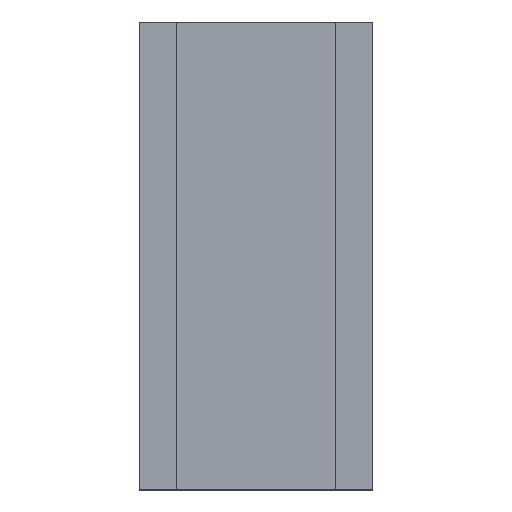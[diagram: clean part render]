
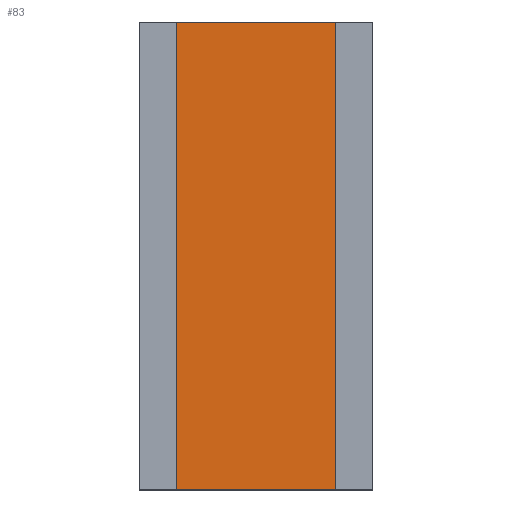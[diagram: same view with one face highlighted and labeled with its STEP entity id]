
A CAD part, top view. The second image highlights one B-rep face of the part: STEP entity #83.
In plain terms, the highlighted planar face has unit normal (0, 0, 1).
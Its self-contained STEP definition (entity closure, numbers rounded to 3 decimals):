
#83 = ADVANCED_FACE( '', ( #102 ), #103, .F. );
#102 = FACE_OUTER_BOUND( '', #122, .T. );
#103 = PLANE( '', #123 );
#122 = EDGE_LOOP( '', ( #190, #191, #192, #193 ) );
#123 = AXIS2_PLACEMENT_3D( '', #194, #195, #196 );
#190 = ORIENTED_EDGE( '', *, *, #209, .T. );
#191 = ORIENTED_EDGE( '', *, *, #227, .F. );
#192 = ORIENTED_EDGE( '', *, *, #222, .F. );
#193 = ORIENTED_EDGE( '', *, *, #226, .T. );
#194 = CARTESIAN_POINT( '', ( 34., -100., -15.5 ) );
#195 = DIRECTION( '', ( 0., 0., -1. ) );
#196 = DIRECTION( '', ( -1., 0., 0. ) );
#209 = EDGE_CURVE( '', #238, #236, #239, .T. );
#222 = EDGE_CURVE( '', #259, #261, #262, .T. );
#226 = EDGE_CURVE( '', #259, #238, #266, .T. );
#227 = EDGE_CURVE( '', #261, #236, #267, .T. );
#236 = VERTEX_POINT( '', #280 );
#238 = VERTEX_POINT( '', #283 );
#239 = LINE( '', #284, #285 );
#259 = VERTEX_POINT( '', #316 );
#261 = VERTEX_POINT( '', #319 );
#262 = LINE( '', #320, #321 );
#266 = LINE( '', #328, #329 );
#267 = LINE( '', #330, #331 );
#280 = CARTESIAN_POINT( '', ( -34., 100., -15.5 ) );
#283 = CARTESIAN_POINT( '', ( 34., 100., -15.5 ) );
#284 = CARTESIAN_POINT( '', ( 34., 100., -15.5 ) );
#285 = VECTOR( '', #337, 1000. );
#316 = CARTESIAN_POINT( '', ( 34., -100., -15.5 ) );
#319 = CARTESIAN_POINT( '', ( -34., -100., -15.5 ) );
#320 = CARTESIAN_POINT( '', ( 34., -100., -15.5 ) );
#321 = VECTOR( '', #350, 1000. );
#328 = CARTESIAN_POINT( '', ( 34., -100., -15.5 ) );
#329 = VECTOR( '', #354, 1000. );
#330 = CARTESIAN_POINT( '', ( -34., -100., -15.5 ) );
#331 = VECTOR( '', #355, 1000. );
#337 = DIRECTION( '', ( -1., 0., 0. ) );
#350 = DIRECTION( '', ( -1., 0., 0. ) );
#354 = DIRECTION( '', ( 0., 1., 0. ) );
#355 = DIRECTION( '', ( 0., 1., 0. ) );
